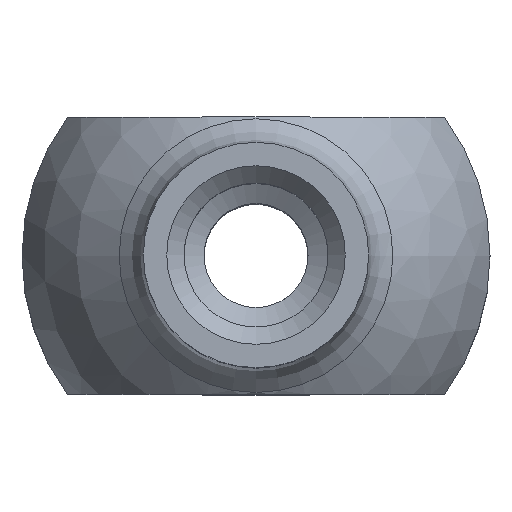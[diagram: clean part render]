
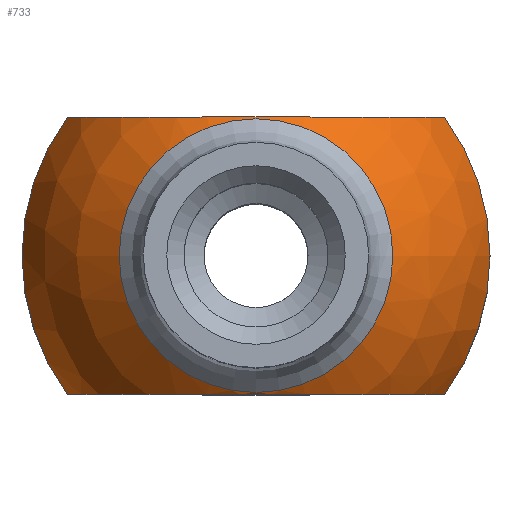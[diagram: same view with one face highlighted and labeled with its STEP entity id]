
A CAD part, top view. The second image highlights one B-rep face of the part: STEP entity #733.
In plain terms, the highlighted spherical face has radius 7 mm.
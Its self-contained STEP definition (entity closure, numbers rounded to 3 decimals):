
#675=CARTESIAN_POINT('',(-14.55,10.807,5.781));
#676=VERTEX_POINT('',#675);
#677=CARTESIAN_POINT('',(-18.498,10.807,5.781));
#678=DIRECTION('',(0.0,0.0,1.0));
#679=DIRECTION('',(-1.0,0.0,0.0));
#680=AXIS2_PLACEMENT_3D('',#677,#678,#679);
#681=CIRCLE('',#680,3.948);
#682=EDGE_CURVE('',#676,#676,#681,.T.);
#687=CARTESIAN_POINT('',(-18.498,10.807,0.0));
#688=DIRECTION('',(0.0,0.0,1.0));
#689=DIRECTION('',(1.0,0.0,0.0));
#690=AXIS2_PLACEMENT_3D('',#687,#688,#689);
#691=SPHERICAL_SURFACE('',#690,7.);
#692=CARTESIAN_POINT('',(-13.061,14.807,1.854));
#693=VERTEX_POINT('',#692);
#694=CARTESIAN_POINT('',(-23.935,14.807,1.854));
#695=VERTEX_POINT('',#694);
#696=CARTESIAN_POINT('',(-18.498,14.807,0.0));
#697=DIRECTION('',(0.0,-1.0,0.0));
#698=DIRECTION('',(0.0,0.0,1.0));
#699=AXIS2_PLACEMENT_3D('',#696,#697,#698);
#700=CIRCLE('',#699,5.745);
#701=EDGE_CURVE('',#693,#695,#700,.T.);
#702=ORIENTED_EDGE('',*,*,#701,.T.);
#703=CARTESIAN_POINT('',(-23.935,6.807,1.854));
#704=VERTEX_POINT('',#703);
#705=CARTESIAN_POINT('',(-18.498,10.807,1.854));
#706=DIRECTION('',(0.0,0.0,-1.0));
#707=DIRECTION('',(-1.0,0.0,0.0));
#708=AXIS2_PLACEMENT_3D('',#705,#706,#707);
#709=CIRCLE('',#708,6.75);
#710=EDGE_CURVE('',#704,#695,#709,.T.);
#711=ORIENTED_EDGE('',*,*,#710,.F.);
#712=CARTESIAN_POINT('',(-13.061,6.807,1.854));
#713=VERTEX_POINT('',#712);
#714=CARTESIAN_POINT('',(-18.498,6.807,0.0));
#715=DIRECTION('',(0.0,1.0,0.0));
#716=DIRECTION('',(0.0,0.0,-1.0));
#717=AXIS2_PLACEMENT_3D('',#714,#715,#716);
#718=CIRCLE('',#717,5.745);
#719=EDGE_CURVE('',#704,#713,#718,.T.);
#720=ORIENTED_EDGE('',*,*,#719,.T.);
#721=CARTESIAN_POINT('',(-18.498,10.807,1.854));
#722=DIRECTION('',(0.0,0.0,-1.0));
#723=DIRECTION('',(-1.0,0.0,0.0));
#724=AXIS2_PLACEMENT_3D('',#721,#722,#723);
#725=CIRCLE('',#724,6.75);
#726=EDGE_CURVE('',#693,#713,#725,.T.);
#727=ORIENTED_EDGE('',*,*,#726,.F.);
#728=EDGE_LOOP('',(#702,#711,#720,#727));
#729=FACE_OUTER_BOUND('',#728,.T.);
#730=ORIENTED_EDGE('',*,*,#682,.F.);
#731=EDGE_LOOP('',(#730));
#732=FACE_BOUND('',#731,.T.);
#733=ADVANCED_FACE('',(#729,#732),#691,.T.);
